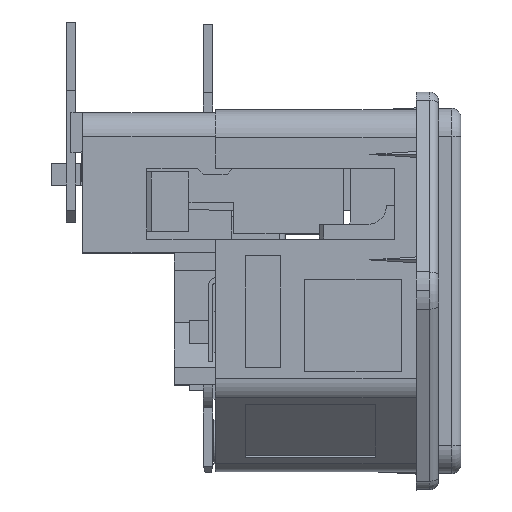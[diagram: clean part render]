
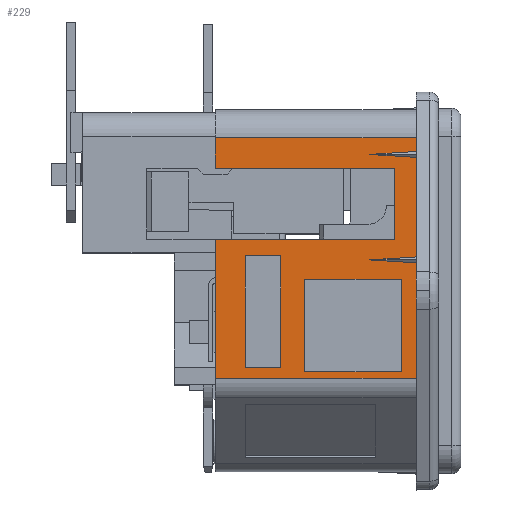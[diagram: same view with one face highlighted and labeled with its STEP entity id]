
A CAD part, top view. The second image highlights one B-rep face of the part: STEP entity #229.
In plain terms, the highlighted planar face has unit normal (0, 0, 1).
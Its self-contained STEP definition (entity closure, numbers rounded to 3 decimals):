
#229=ADVANCED_FACE('',(#1722,#1723,#1724),#1725,.T.);
#1722=FACE_OUTER_BOUND('',#4451,.T.);
#1723=FACE_BOUND('',#4452,.T.);
#1724=FACE_BOUND('',#4453,.T.);
#1725=PLANE('',#4454);
#4451=EDGE_LOOP('',(#8855,#8856,#8857,#8858,#8859,#8860,#8861,#8862,#8863,#8864,#8865,#8866,#8867,#8868));
#4452=EDGE_LOOP('',(#8869,#8870,#8871,#8872));
#4453=EDGE_LOOP('',(#8873,#8874,#8875,#8876));
#4454=AXIS2_PLACEMENT_3D('',#8877,#8878,#8879);
#8855=ORIENTED_EDGE('',*,*,#19097,.F.);
#8856=ORIENTED_EDGE('',*,*,#18529,.F.);
#8857=ORIENTED_EDGE('',*,*,#19098,.F.);
#8858=ORIENTED_EDGE('',*,*,#19099,.F.);
#8859=ORIENTED_EDGE('',*,*,#18526,.F.);
#8860=ORIENTED_EDGE('',*,*,#18574,.T.);
#8861=ORIENTED_EDGE('',*,*,#18579,.T.);
#8862=ORIENTED_EDGE('',*,*,#19096,.T.);
#8863=ORIENTED_EDGE('',*,*,#19100,.F.);
#8864=ORIENTED_EDGE('',*,*,#19101,.F.);
#8865=ORIENTED_EDGE('',*,*,#18614,.T.);
#8866=ORIENTED_EDGE('',*,*,#19102,.F.);
#8867=ORIENTED_EDGE('',*,*,#18532,.F.);
#8868=ORIENTED_EDGE('',*,*,#19103,.T.);
#8869=ORIENTED_EDGE('',*,*,#19104,.T.);
#8870=ORIENTED_EDGE('',*,*,#19105,.T.);
#8871=ORIENTED_EDGE('',*,*,#19106,.T.);
#8872=ORIENTED_EDGE('',*,*,#19107,.T.);
#8873=ORIENTED_EDGE('',*,*,#19108,.T.);
#8874=ORIENTED_EDGE('',*,*,#19109,.T.);
#8875=ORIENTED_EDGE('',*,*,#19110,.T.);
#8876=ORIENTED_EDGE('',*,*,#19111,.T.);
#8877=CARTESIAN_POINT('',(-12.85,15.43,13.525));
#8878=DIRECTION('',(0.0,0.0,1.0));
#8879=DIRECTION('',(1.0,0.0,0.0));
#18526=EDGE_CURVE('',#22767,#22769,#22770,.T.);
#18529=EDGE_CURVE('',#22773,#22775,#22776,.T.);
#18532=EDGE_CURVE('',#22779,#22781,#22782,.T.);
#18574=EDGE_CURVE('',#22767,#22851,#22852,.T.);
#18579=EDGE_CURVE('',#22851,#22859,#22861,.T.);
#18614=EDGE_CURVE('',#22930,#22928,#22931,.T.);
#19096=EDGE_CURVE('',#22859,#23783,#23785,.T.);
#19097=EDGE_CURVE('',#22775,#23786,#23787,.T.);
#19098=EDGE_CURVE('',#23788,#22773,#23789,.T.);
#19099=EDGE_CURVE('',#22769,#23788,#23790,.T.);
#19100=EDGE_CURVE('',#23791,#23783,#23792,.T.);
#19101=EDGE_CURVE('',#22930,#23791,#23793,.T.);
#19102=EDGE_CURVE('',#22781,#22928,#23794,.T.);
#19103=EDGE_CURVE('',#22779,#23786,#23795,.T.);
#19104=EDGE_CURVE('',#23796,#23797,#23798,.T.);
#19105=EDGE_CURVE('',#23797,#23799,#23800,.T.);
#19106=EDGE_CURVE('',#23799,#23801,#23802,.T.);
#19107=EDGE_CURVE('',#23801,#23796,#23803,.T.);
#19108=EDGE_CURVE('',#23804,#23805,#23806,.T.);
#19109=EDGE_CURVE('',#23805,#23807,#23808,.T.);
#19110=EDGE_CURVE('',#23807,#23809,#23810,.T.);
#19111=EDGE_CURVE('',#23809,#23804,#23811,.T.);
#22767=VERTEX_POINT('',#29403);
#22769=VERTEX_POINT('',#29405);
#22770=LINE('',#29406,#29407);
#22773=VERTEX_POINT('',#29411);
#22775=VERTEX_POINT('',#29414);
#22776=LINE('',#29415,#29416);
#22779=VERTEX_POINT('',#29420);
#22781=VERTEX_POINT('',#29423);
#22782=LINE('',#29424,#29425);
#22851=VERTEX_POINT('',#29526);
#22852=LINE('',#29527,#29528);
#22859=VERTEX_POINT('',#29536);
#22861=LINE('',#29539,#29540);
#22928=VERTEX_POINT('',#29635);
#22930=VERTEX_POINT('',#29637);
#22931=LINE('',#29638,#29639);
#23783=VERTEX_POINT('',#30946);
#23785=LINE('',#30949,#30950);
#23786=VERTEX_POINT('',#30951);
#23787=LINE('',#30952,#30953);
#23788=VERTEX_POINT('',#30954);
#23789=LINE('',#30955,#30956);
#23790=LINE('',#30957,#30958);
#23791=VERTEX_POINT('',#30959);
#23792=LINE('',#30960,#30961);
#23793=LINE('',#30962,#30963);
#23794=LINE('',#30964,#30965);
#23795=LINE('',#30966,#30967);
#23796=VERTEX_POINT('',#30968);
#23797=VERTEX_POINT('',#30969);
#23798=LINE('',#30970,#30971);
#23799=VERTEX_POINT('',#30972);
#23800=LINE('',#30973,#30974);
#23801=VERTEX_POINT('',#30975);
#23802=LINE('',#30976,#30977);
#23803=LINE('',#30978,#30979);
#23804=VERTEX_POINT('',#30980);
#23805=VERTEX_POINT('',#30981);
#23806=LINE('',#30982,#30983);
#23807=VERTEX_POINT('',#30984);
#23808=LINE('',#30985,#30986);
#23809=VERTEX_POINT('',#30987);
#23810=LINE('',#30988,#30989);
#23811=LINE('',#30990,#30991);
#29403=CARTESIAN_POINT('',(0.0,13.07,13.525));
#29405=CARTESIAN_POINT('',(0.0,11.885,13.525));
#29406=CARTESIAN_POINT('',(0.0,13.07,13.525));
#29407=VECTOR('',#38168,1.185);
#29411=CARTESIAN_POINT('',(0.0,11.375,13.525));
#29414=CARTESIAN_POINT('',(0.0,2.885,13.525));
#29415=CARTESIAN_POINT('',(0.0,11.375,13.525));
#29416=VECTOR('',#38171,8.49);
#29420=CARTESIAN_POINT('',(0.0,2.375,13.525));
#29423=CARTESIAN_POINT('',(0.0,-7.482,13.525));
#29424=CARTESIAN_POINT('',(0.0,2.375,13.525));
#29425=VECTOR('',#38174,9.857);
#29526=CARTESIAN_POINT('',(-17.15,13.07,13.525));
#29527=CARTESIAN_POINT('',(0.0,13.07,13.525));
#29528=VECTOR('',#38234,17.15);
#29536=CARTESIAN_POINT('',(-17.15,10.44,13.525));
#29539=CARTESIAN_POINT('',(-17.15,13.07,13.525));
#29540=VECTOR('',#38243,2.63);
#29635=CARTESIAN_POINT('',(-17.15,-7.482,13.525));
#29637=CARTESIAN_POINT('',(-17.15,4.405,13.525));
#29638=CARTESIAN_POINT('',(-17.15,4.405,13.525));
#29639=VECTOR('',#38290,11.887);
#30946=CARTESIAN_POINT('',(-1.845,10.44,13.525));
#30949=CARTESIAN_POINT('',(-17.15,10.44,13.525));
#30950=VECTOR('',#38822,15.305);
#30951=CARTESIAN_POINT('',(-3.96,2.63,13.525));
#30952=CARTESIAN_POINT('',(0.0,2.885,13.525));
#30953=VECTOR('',#38823,3.968);
#30954=CARTESIAN_POINT('',(-3.96,11.63,13.525));
#30955=CARTESIAN_POINT('',(-3.96,11.63,13.525));
#30956=VECTOR('',#38824,3.968);
#30957=CARTESIAN_POINT('',(0.0,11.885,13.525));
#30958=VECTOR('',#38825,3.968);
#30959=CARTESIAN_POINT('',(-1.845,4.405,13.525));
#30960=CARTESIAN_POINT('',(-1.845,4.405,13.525));
#30961=VECTOR('',#38826,6.035);
#30962=CARTESIAN_POINT('',(-17.15,4.405,13.525));
#30963=VECTOR('',#38827,15.305);
#30964=CARTESIAN_POINT('',(0.0,-7.482,13.525));
#30965=VECTOR('',#38828,17.15);
#30966=CARTESIAN_POINT('',(0.0,2.375,13.525));
#30967=VECTOR('',#38829,3.968);
#30968=CARTESIAN_POINT('',(-14.61,2.98,13.525));
#30969=CARTESIAN_POINT('',(-11.56,2.98,13.525));
#30970=CARTESIAN_POINT('',(-14.61,2.98,13.525));
#30971=VECTOR('',#38830,3.05);
#30972=CARTESIAN_POINT('',(-11.56,-6.55,13.525));
#30973=CARTESIAN_POINT('',(-11.56,2.98,13.525));
#30974=VECTOR('',#38831,9.53);
#30975=CARTESIAN_POINT('',(-14.61,-6.55,13.525));
#30976=CARTESIAN_POINT('',(-11.56,-6.55,13.525));
#30977=VECTOR('',#38832,3.05);
#30978=CARTESIAN_POINT('',(-14.61,-6.55,13.525));
#30979=VECTOR('',#38833,9.53);
#30980=CARTESIAN_POINT('',(-9.53,1.0,13.525));
#30981=CARTESIAN_POINT('',(-1.27,1.0,13.525));
#30982=CARTESIAN_POINT('',(-9.53,1.0,13.525));
#30983=VECTOR('',#38834,8.26);
#30984=CARTESIAN_POINT('',(-1.27,-6.93,13.525));
#30985=CARTESIAN_POINT('',(-1.27,1.0,13.525));
#30986=VECTOR('',#38835,7.93);
#30987=CARTESIAN_POINT('',(-9.53,-6.93,13.525));
#30988=CARTESIAN_POINT('',(-1.27,-6.93,13.525));
#30989=VECTOR('',#38836,8.26);
#30990=CARTESIAN_POINT('',(-9.53,-6.93,13.525));
#30991=VECTOR('',#38837,7.93);
#38168=DIRECTION('',(0.0,-1.0,0.0));
#38171=DIRECTION('',(0.0,-1.0,0.0));
#38174=DIRECTION('',(0.0,-1.0,0.0));
#38234=DIRECTION('',(-1.0,0.0,0.0));
#38243=DIRECTION('',(0.0,-1.0,0.0));
#38290=DIRECTION('',(0.0,-1.0,0.0));
#38822=DIRECTION('',(1.0,0.0,0.0));
#38823=DIRECTION('',(-0.998,-0.064,0.0));
#38824=DIRECTION('',(0.998,-0.064,0.0));
#38825=DIRECTION('',(-0.998,-0.064,0.0));
#38826=DIRECTION('',(0.0,1.0,0.0));
#38827=DIRECTION('',(1.0,0.0,0.0));
#38828=DIRECTION('',(-1.0,0.0,0.0));
#38829=DIRECTION('',(-0.998,0.064,0.0));
#38830=DIRECTION('',(1.0,0.0,0.0));
#38831=DIRECTION('',(0.0,-1.0,0.0));
#38832=DIRECTION('',(-1.0,0.0,0.0));
#38833=DIRECTION('',(0.0,1.0,0.0));
#38834=DIRECTION('',(1.0,0.0,0.0));
#38835=DIRECTION('',(0.0,-1.0,0.0));
#38836=DIRECTION('',(-1.0,0.0,0.0));
#38837=DIRECTION('',(0.0,1.0,0.0));
